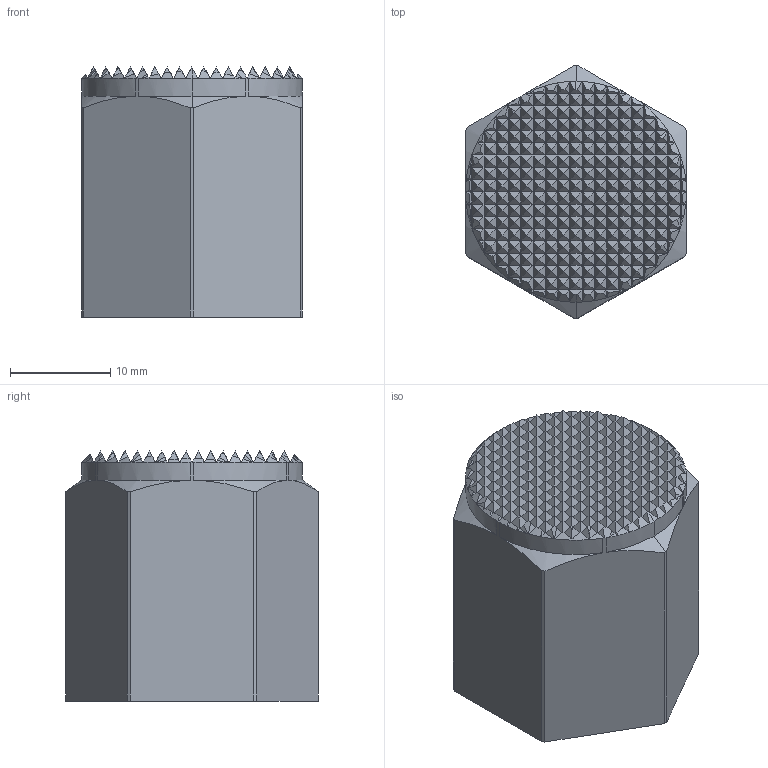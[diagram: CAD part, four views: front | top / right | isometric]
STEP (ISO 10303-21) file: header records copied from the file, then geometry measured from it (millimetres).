
FILE_DESCRIPTION(('STEP AP214'),'1');
FILE_NAME('HALDERN_EH_22690_0502.stp','2017-07-04T09:13:00',('TraceParts'),('TraceParts S.A.'),'Spatial InterOp 3D',' ',' ');
FILE_SCHEMA(('automotive_design'));
Length unit declared in the file: millimetre
Products named in the file (1): HALDERN_EH_22690_0502
Bounding box: 22 x 25.2 x 24.91 mm (x, y, z)
Volume: 8406.8 mm3; surface area: 3608.6 mm2
Topology: 1 solids, 1 shells, 1191 faces, 1979 edges, 789 vertices
Faces by surface type: plane 1077, cone 98, cylinder 16
Entity records: 34321 total; most frequent: CARTESIAN_POINT 4530, DIRECTION 4175, ORIENTED_EDGE 3954, EDGE_CURVE 1977, LINE 1591, VECTOR 1591, AXIS2_PLACEMENT_3D 1292, STYLED_ITEM 1192
